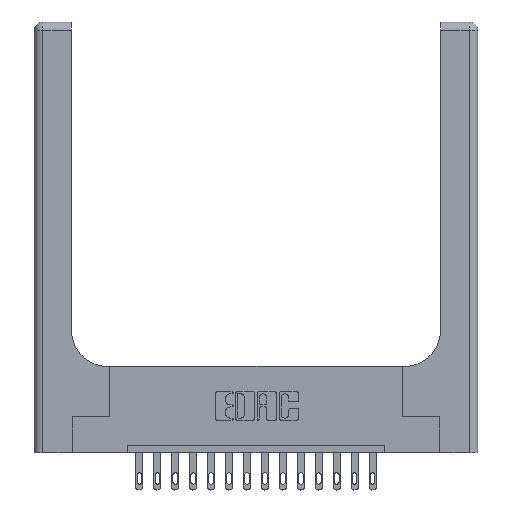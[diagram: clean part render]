
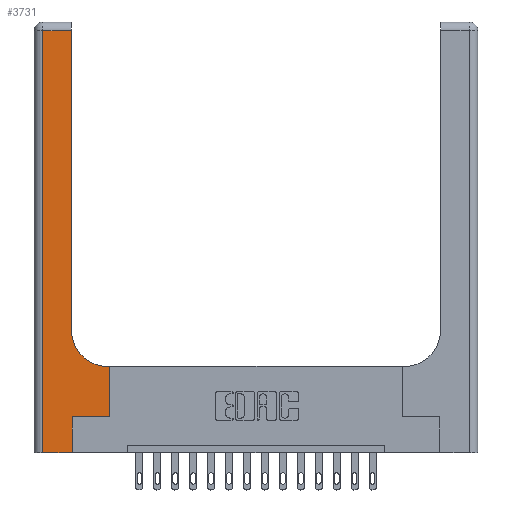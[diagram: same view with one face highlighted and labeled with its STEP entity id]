
A CAD part, top view. The second image highlights one B-rep face of the part: STEP entity #3731.
In plain terms, the highlighted planar face has unit normal (0, 0, 1).
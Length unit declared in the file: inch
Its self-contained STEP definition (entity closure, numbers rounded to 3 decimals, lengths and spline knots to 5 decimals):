
#19 = FACE_OUTER_BOUND ( 'NONE', #6578, .T. ) ;
#140 = CARTESIAN_POINT ( 'NONE',  ( 0.26, 2.94, 0.37 ) ) ;
#269 = CARTESIAN_POINT ( 'NONE',  ( 0., 2.94, 0.37 ) ) ;
#461 = EDGE_CURVE ( 'NONE', #7138, #1037, #15877, .T. ) ;
#736 = EDGE_CURVE ( 'NONE', #17309, #17065, #11105, .T. ) ;
#868 = ORIENTED_EDGE ( 'NONE', *, *, #14234, .T. ) ;
#1037 = VERTEX_POINT ( 'NONE', #140 ) ;
#1335 = AXIS2_PLACEMENT_3D ( 'NONE', #2397, #11046, #2578 ) ;
#1345 = EDGE_CURVE ( 'NONE', #1037, #2144, #17012, .T. ) ;
#1633 = CARTESIAN_POINT ( 'NONE',  ( 0.26, 0.6, 0.37 ) ) ;
#1665 = DIRECTION ( 'NONE',  ( 0., 0., -1. ) ) ;
#1669 = VECTOR ( 'NONE', #11363, 39.37008 ) ;
#1873 = DIRECTION ( 'NONE',  ( 0., 1., 0. ) ) ;
#2144 = VERTEX_POINT ( 'NONE', #13980 ) ;
#2397 = CARTESIAN_POINT ( 'NONE',  ( 0.51, 0.85, 0.37 ) ) ;
#2578 = DIRECTION ( 'NONE',  ( 1., 0., 0. ) ) ;
#2613 = VERTEX_POINT ( 'NONE', #15386 ) ;
#2724 = CARTESIAN_POINT ( 'NONE',  ( 0., 0., 0.37 ) ) ;
#2772 = DIRECTION ( 'NONE',  ( 1., 0., 0. ) ) ;
#2842 = VECTOR ( 'NONE', #10093, 39.37008 ) ;
#2843 = PLANE ( 'NONE',  #11653 ) ;
#3504 = VECTOR ( 'NONE', #6989, 39.37008 ) ;
#3731 = ADVANCED_FACE ( 'NONE', ( #19 ), #2843, .F. ) ;
#4234 = CARTESIAN_POINT ( 'NONE',  ( 0.528, 0.25, 0.37 ) ) ;
#4425 = EDGE_CURVE ( 'NONE', #17065, #7593, #12181, .T. ) ;
#4520 = VERTEX_POINT ( 'NONE', #9613 ) ;
#4528 = CARTESIAN_POINT ( 'NONE',  ( 0.26, 3., 0.37 ) ) ;
#5335 = ORIENTED_EDGE ( 'NONE', *, *, #461, .T. ) ;
#5430 = CARTESIAN_POINT ( 'NONE',  ( 0.265, 0.25, 0.37 ) ) ;
#6091 = EDGE_CURVE ( 'NONE', #2144, #17309, #11081, .T. ) ;
#6578 = EDGE_LOOP ( 'NONE', ( #5335, #11038, #11742, #10623, #6904, #868, #15005, #17073, #10292 ) ) ;
#6855 = CARTESIAN_POINT ( 'NONE',  ( 0.265, 0.25, 0.37 ) ) ;
#6904 = ORIENTED_EDGE ( 'NONE', *, *, #4425, .T. ) ;
#6989 = DIRECTION ( 'NONE',  ( -1., 0., 0. ) ) ;
#7138 = VERTEX_POINT ( 'NONE', #13348 ) ;
#7593 = VERTEX_POINT ( 'NONE', #6855 ) ;
#8391 = CARTESIAN_POINT ( 'NONE',  ( 0., 3., 0.37 ) ) ;
#8506 = EDGE_CURVE ( 'NONE', #4520, #12498, #15350, .T. ) ;
#8625 = VECTOR ( 'NONE', #1873, 39.37008 ) ;
#9269 = DIRECTION ( 'NONE',  ( 0., 1., 0. ) ) ;
#9613 = CARTESIAN_POINT ( 'NONE',  ( 0.528, 0.6, 0.37 ) ) ;
#10093 = DIRECTION ( 'NONE',  ( -1., 0., 0. ) ) ;
#10232 = CARTESIAN_POINT ( 'NONE',  ( 0.06, 0., 0.37 ) ) ;
#10292 = ORIENTED_EDGE ( 'NONE', *, *, #16188, .T. ) ;
#10623 = ORIENTED_EDGE ( 'NONE', *, *, #736, .T. ) ;
#11038 = ORIENTED_EDGE ( 'NONE', *, *, #1345, .T. ) ;
#11046 = DIRECTION ( 'NONE',  ( 0., 0., -1. ) ) ;
#11081 = LINE ( 'NONE', #12439, #17888 ) ;
#11105 = LINE ( 'NONE', #2724, #1669 ) ;
#11363 = DIRECTION ( 'NONE',  ( 1., 0., 0. ) ) ;
#11653 = AXIS2_PLACEMENT_3D ( 'NONE', #8391, #1665, #13943 ) ;
#11742 = ORIENTED_EDGE ( 'NONE', *, *, #6091, .T. ) ;
#12008 = EDGE_CURVE ( 'NONE', #2613, #4520, #16680, .T. ) ;
#12081 = CARTESIAN_POINT ( 'NONE',  ( 0.265, 0., 0.37 ) ) ;
#12149 = VECTOR ( 'NONE', #15933, 39.37008 ) ;
#12181 = LINE ( 'NONE', #16171, #14543 ) ;
#12439 = CARTESIAN_POINT ( 'NONE',  ( 0.06, 3., 0.37 ) ) ;
#12498 = VERTEX_POINT ( 'NONE', #17733 ) ;
#13348 = CARTESIAN_POINT ( 'NONE',  ( 0.26, 0.85, 0.37 ) ) ;
#13943 = DIRECTION ( 'NONE',  ( -1., 0., 0. ) ) ;
#13980 = CARTESIAN_POINT ( 'NONE',  ( 0.06, 2.94, 0.37 ) ) ;
#14234 = EDGE_CURVE ( 'NONE', #7593, #2613, #17898, .T. ) ;
#14353 = VECTOR ( 'NONE', #2772, 39.37008 ) ;
#14543 = VECTOR ( 'NONE', #9269, 39.37008 ) ;
#15005 = ORIENTED_EDGE ( 'NONE', *, *, #12008, .T. ) ;
#15140 = DIRECTION ( 'NONE',  ( 0., -1., 0. ) ) ;
#15350 = LINE ( 'NONE', #1633, #3504 ) ;
#15386 = CARTESIAN_POINT ( 'NONE',  ( 0.528, 0.25, 0.37 ) ) ;
#15860 = CIRCLE ( 'NONE', #1335, 0.25 ) ;
#15877 = LINE ( 'NONE', #4528, #8625 ) ;
#15933 = DIRECTION ( 'NONE',  ( 0., 1., 0. ) ) ;
#16171 = CARTESIAN_POINT ( 'NONE',  ( 0.265, 0., 0.37 ) ) ;
#16188 = EDGE_CURVE ( 'NONE', #12498, #7138, #15860, .T. ) ;
#16680 = LINE ( 'NONE', #4234, #12149 ) ;
#17012 = LINE ( 'NONE', #269, #2842 ) ;
#17065 = VERTEX_POINT ( 'NONE', #12081 ) ;
#17073 = ORIENTED_EDGE ( 'NONE', *, *, #8506, .T. ) ;
#17309 = VERTEX_POINT ( 'NONE', #10232 ) ;
#17733 = CARTESIAN_POINT ( 'NONE',  ( 0.51, 0.6, 0.37 ) ) ;
#17888 = VECTOR ( 'NONE', #15140, 39.37008 ) ;
#17898 = LINE ( 'NONE', #5430, #14353 ) ;
